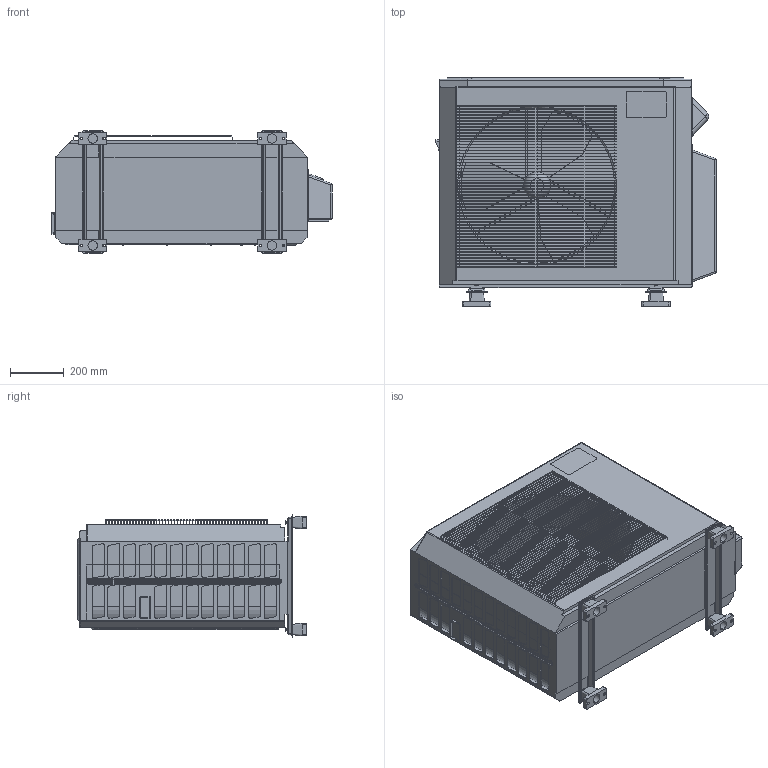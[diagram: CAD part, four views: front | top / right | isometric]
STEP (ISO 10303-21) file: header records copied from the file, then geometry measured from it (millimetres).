
FILE_DESCRIPTION (( 'STEP AP214' ), '1' );
FILE_NAME ('59.ODU.MZ4.48 (VM) R01.STEP', '2022-08-05T23:31:47', ( '' ), ( '' ), 'SwSTEP 2.0', 'SolidWorks 2020', '' );
FILE_SCHEMA (( 'AUTOMOTIVE_DESIGN' ));
Length unit declared in the file: inch
Products named in the file (8): RUB-VIBABS-4PS Pioneer Vibration Foot (part)_RUB-VIBABS-4PS; RUB-VIBABS-4PS Pioneer Vibration Foot_RUB-VIBABS-4PS; Nut, M8 SS 91828A410_91828A410; Washer, .375 x .875in OD, SS 92141A031_92141A031; 59.ODU.MZ4.48 (VM) R01; 59.ODU.LAB; Pioneer ODU Simple_Pioneer MZ ODU - YN040GMFI22M4E; Spacer, .375 x .375in, Alu 92510A795_92510A795
Assembly tree (10 placements, depth 3):
  59.ODU.MZ4.48 (VM) R01
    Pioneer ODU Simple_Pioneer MZ ODU - YN040GMFI22M4E
    RUB-VIBABS-4PS Pioneer Vibration Foot_RUB-VIBABS-4PS  x4
      RUB-VIBABS-4PS Pioneer Vibration Foot (part)_RUB-VIBABS-4PS
      Nut, M8 SS 91828A410_91828A410
      Spacer, .375 x .375in, Alu 92510A795_92510A795
      Washer, .375 x .875in OD, SS 92141A031_92141A031
    59.ODU.LAB
Bounding box: 1047.12 x 854.54 x 457.2 mm (x, y, z)
Volume: 144048771.1 mm3; surface area: 5492054.3 mm2
Topology: 19 solids, 23 shells, 2700 faces, 7755 edges, 4906 vertices
Faces by surface type: plane 1830, cylinder 621, cone 106, bspline 76, torus 55, sphere 12
Entity records: 105203 total; most frequent: CARTESIAN_POINT 30275, ORIENTED_EDGE 13460, DIRECTION 11805, EDGE_CURVE 6730, LINE 5619, VECTOR 5619, VERTEX_POINT 4252, AXIS2_PLACEMENT_3D 3093
